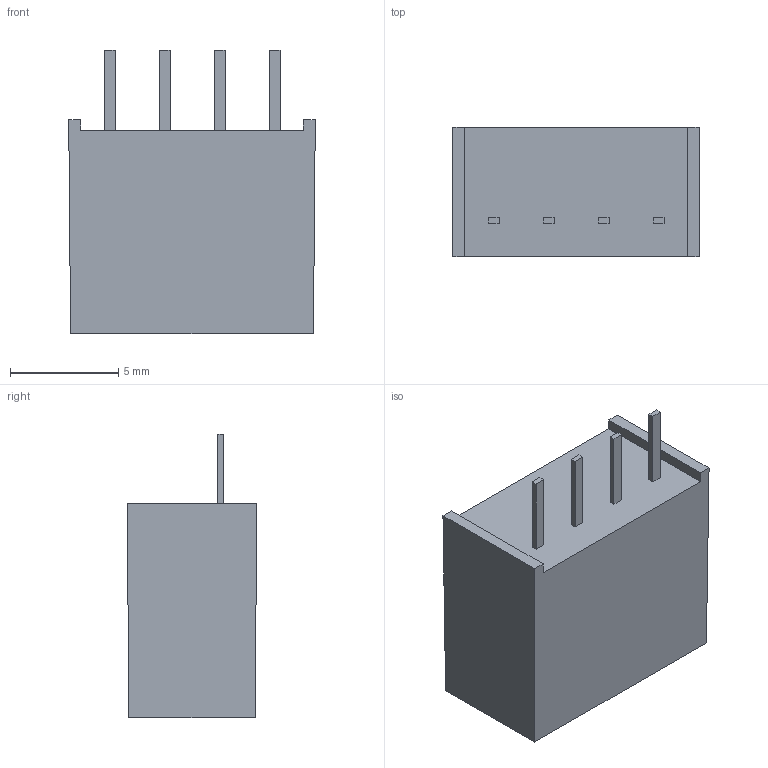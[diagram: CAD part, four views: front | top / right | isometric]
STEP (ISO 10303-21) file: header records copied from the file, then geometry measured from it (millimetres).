
FILE_DESCRIPTION (( 'STEP AP214' ), '1' );
FILE_NAME ('tme.STEP', '2013-08-07T10:32:20', ( '' ), ( '' ), 'SwSTEP 2.0', 'SolidWorks 2013', '' );
FILE_SCHEMA (( 'AUTOMOTIVE_DESIGN' ));
Length unit declared in the file: millimetre
Products named in the file (3): TME PIN; TME Series; tme
Assembly tree (5 placements, depth 2):
  tme
    TME Series
    TME PIN  x4
Bounding box: 11.4 x 6 x 13.1 mm (x, y, z)
Volume: 633.3 mm3; surface area: 493.7 mm2
Topology: 5 solids, 5 shells, 34 faces, 72 edges, 48 vertices
Faces by surface type: plane 34
Entity records: 574 total; most frequent: DIRECTION 84, CARTESIAN_POINT 84, ORIENTED_EDGE 72, EDGE_CURVE 36, LINE 36, VECTOR 36, AXIS2_PLACEMENT_3D 24, VERTEX_POINT 24
